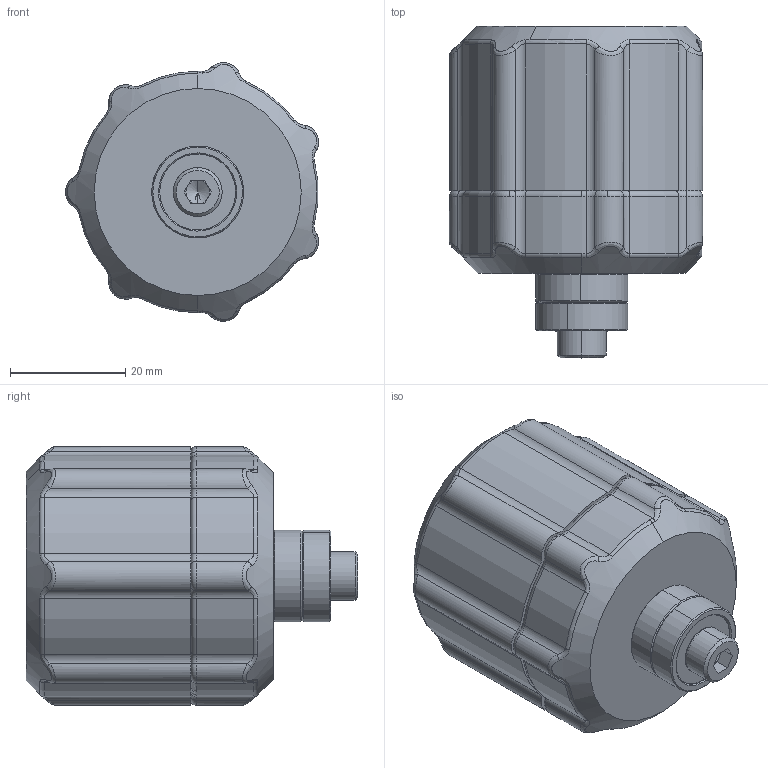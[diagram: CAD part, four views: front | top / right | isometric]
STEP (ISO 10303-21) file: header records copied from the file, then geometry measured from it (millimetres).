
FILE_DESCRIPTION (( 'STEP AP214' ), '1' );
FILE_NAME ('Bearing packer V2.STEP', '2020-06-11T09:39:23', ( '' ), ( '' ), 'SwSTEP 2.0', 'SolidWorks 2019', '' );
FILE_SCHEMA (( 'AUTOMOTIVE_DESIGN' ));
Length unit declared in the file: millimetre
Products named in the file (6): 625 2RS; hex nut style 2_am_B18.2.4.2M - Hex nut, Style 2,  M5 x 0.8 --D-N; socket head cap screw_am_B18.3.1M - 5 x 0.8 x 20 Hex SHCS -- 20NHX; Bottem; Top; Bearing packer V2
Assembly tree (6 placements, depth 2):
  Bearing packer V2
    Bottem
    Top
    625 2RS  x2
    hex nut style 2_am_B18.2.4.2M - Hex nut, Style 2,  M5 x 0.8 --D-N
    socket head cap screw_am_B18.3.1M - 5 x 0.8 x 20 Hex SHCS -- 20NHX
Bounding box: 44.02 x 57.7 x 45 mm (x, y, z)
Volume: 46095.1 mm3; surface area: 30405.5 mm2
Topology: 6 solids, 6 shells, 447 faces, 1089 edges, 658 vertices
Faces by surface type: cylinder 193, cone 88, plane 67, torus 51, bspline 48
Entity records: 20241 total; most frequent: CARTESIAN_POINT 10773, ORIENTED_EDGE 2038, DIRECTION 1887, EDGE_CURVE 1019, AXIS2_PLACEMENT_3D 778, VERTEX_POINT 618, EDGE_LOOP 433, FACE_OUTER_BOUND 413
